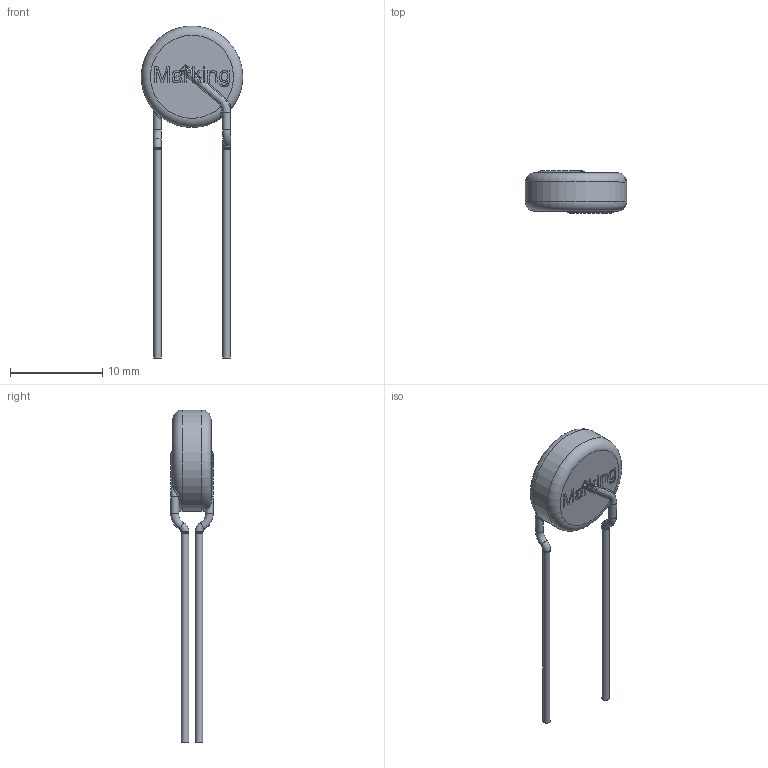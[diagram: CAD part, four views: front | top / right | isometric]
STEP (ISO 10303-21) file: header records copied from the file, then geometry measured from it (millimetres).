
FILE_DESCRIPTION(/* description */ ('Unknown'),/* implementation_level */ '2;1');
FILE_NAME(/* name */ '820513011',/* time_stamp */ '2018-10-05T12:47:31+02:00',/* author */ ('Unknown'),/* organization */ ('Unknown'),/* preprocessor_version */ 'ST-DEVELOPER v16.7',/* originating_system */ 'DEX',/* authorisation */ $);
FILE_SCHEMA (('AUTOMOTIVE_DESIGN {1 0 10303 214 3 1 1}'));
Length unit declared in the file: millimetre
Products named in the file (1): 820513011
Bounding box: 11 x 4.6 x 36 mm (x, y, z)
Volume: 409.9 mm3; surface area: 442.8 mm2
Topology: 1 solids, 1 shells, 198 faces, 561 edges, 369 vertices
Faces by surface type: bspline 101, plane 81, torus 8, cylinder 8
Full cylindrical faces by diameter (mm): 0.8 x2, 0.85 x2, 11 x1
Entity records: 12474 total; most frequent: CARTESIAN_POINT 6975, ORIENTED_EDGE 1058, EDGE_CURVE 529, DIRECTION 467, VERTEX_POINT 357, B_SPLINE_CURVE_WITH_KNOTS 290, EDGE_LOOP 222, FACE_BOUND 222
